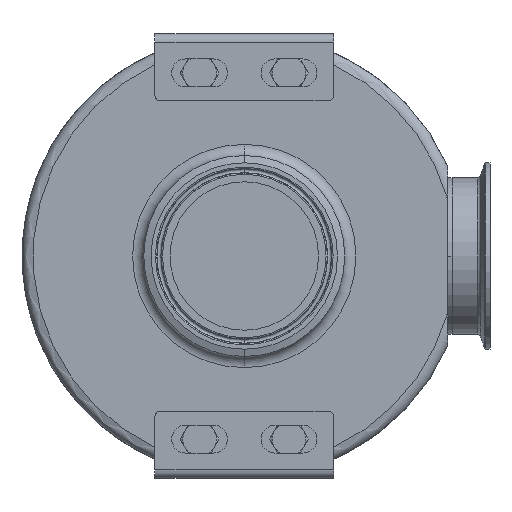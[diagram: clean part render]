
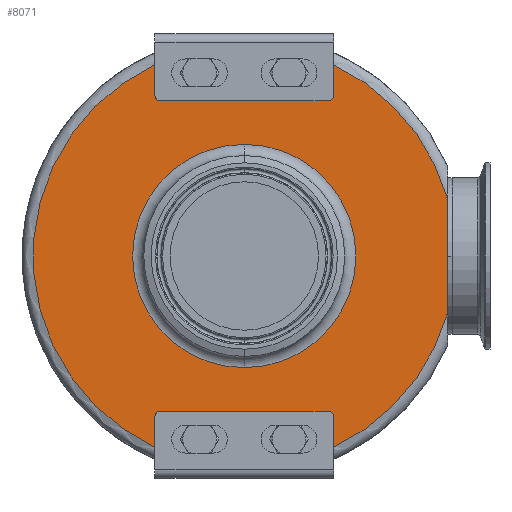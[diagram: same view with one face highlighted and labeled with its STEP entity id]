
A CAD part, front view. The second image highlights one B-rep face of the part: STEP entity #8071.
In plain terms, the highlighted planar face has unit normal (0, -1, 0).
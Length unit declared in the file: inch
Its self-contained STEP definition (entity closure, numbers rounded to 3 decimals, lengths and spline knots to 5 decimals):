
#9 = LINE ( 'NONE', #9842, #8818 ) ;
#14 = AXIS2_PLACEMENT_3D ( 'NONE', #3834, #10603, #416 ) ;
#158 = DIRECTION ( 'NONE',  ( 0., 1., 0. ) ) ;
#211 = VERTEX_POINT ( 'NONE', #10342 ) ;
#416 = DIRECTION ( 'NONE',  ( 0., 0., 1. ) ) ;
#468 = CIRCLE ( 'NONE', #1468, 4.725 ) ;
#485 = DIRECTION ( 'NONE',  ( 0., 0., 1. ) ) ;
#592 = DIRECTION ( 'NONE',  ( 0., 0., 1. ) ) ;
#698 = VERTEX_POINT ( 'NONE', #11132 ) ;
#790 = EDGE_CURVE ( 'NONE', #211, #9696, #13473, .T. ) ;
#866 = EDGE_CURVE ( 'NONE', #211, #7298, #8244, .T. ) ;
#906 = FACE_OUTER_BOUND ( 'NONE', #4976, .T. ) ;
#1098 = DIRECTION ( 'NONE',  ( 0., 0., 1. ) ) ;
#1125 = DIRECTION ( 'NONE',  ( 0., 1., 0. ) ) ;
#1144 = VECTOR ( 'NONE', #7935, 39.37008 ) ;
#1306 = CARTESIAN_POINT ( 'NONE',  ( -2., -2.07, 3.47261 ) ) ;
#1468 = AXIS2_PLACEMENT_3D ( 'NONE', #6976, #5947, #12709 ) ;
#1497 = CARTESIAN_POINT ( 'NONE',  ( 1.875, -2.07, -3.47319 ) ) ;
#1563 = CARTESIAN_POINT ( 'NONE',  ( 2., -2.07, 3.59761 ) ) ;
#1574 = DIRECTION ( 'NONE',  ( 0., 0., 1. ) ) ;
#1709 = CARTESIAN_POINT ( 'NONE',  ( 2., -2.07, -4.78569 ) ) ;
#1778 = ORIENTED_EDGE ( 'NONE', *, *, #866, .F. ) ;
#2086 = AXIS2_PLACEMENT_3D ( 'NONE', #7148, #8310, #9450 ) ;
#2534 = EDGE_CURVE ( 'NONE', #698, #7977, #6087, .T. ) ;
#2652 = VERTEX_POINT ( 'NONE', #6378 ) ;
#2721 = ORIENTED_EDGE ( 'NONE', *, *, #2725, .F. ) ;
#2725 = EDGE_CURVE ( 'NONE', #4281, #3125, #13153, .T. ) ;
#3009 = DIRECTION ( 'NONE',  ( 0., 0., -1. ) ) ;
#3125 = VERTEX_POINT ( 'NONE', #3382 ) ;
#3199 = EDGE_CURVE ( 'NONE', #7434, #6964, #8688, .T. ) ;
#3209 = CARTESIAN_POINT ( 'NONE',  ( -2., -2.07, 3.59761 ) ) ;
#3272 = CARTESIAN_POINT ( 'NONE',  ( 2., -2.07, -3.59819 ) ) ;
#3331 = VERTEX_POINT ( 'NONE', #12837 ) ;
#3382 = CARTESIAN_POINT ( 'NONE',  ( 1.875, -2.07, 3.47261 ) ) ;
#3388 = EDGE_CURVE ( 'NONE', #7095, #3125, #10823, .T. ) ;
#3591 = CARTESIAN_POINT ( 'NONE',  ( 2., -2.07, 4.28084 ) ) ;
#3657 = CARTESIAN_POINT ( 'NONE',  ( 0., -2.07, 0. ) ) ;
#3750 = LINE ( 'NONE', #8422, #10276 ) ;
#3782 = EDGE_CURVE ( 'NONE', #4281, #7298, #12946, .T. ) ;
#3834 = CARTESIAN_POINT ( 'NONE',  ( -1.875, -2.07, 3.59761 ) ) ;
#4016 = DIRECTION ( 'NONE',  ( 0., 0., -1. ) ) ;
#4176 = LINE ( 'NONE', #7339, #12866 ) ;
#4281 = VERTEX_POINT ( 'NONE', #8068 ) ;
#4328 = ORIENTED_EDGE ( 'NONE', *, *, #2534, .F. ) ;
#4444 = PLANE ( 'NONE',  #14231 ) ;
#4601 = EDGE_CURVE ( 'NONE', #7464, #7376, #9, .T. ) ;
#4673 = DIRECTION ( 'NONE',  ( 0., 0., -1. ) ) ;
#4793 = DIRECTION ( 'NONE',  ( 0., 0., 1. ) ) ;
#4976 = EDGE_LOOP ( 'NONE', ( #10295, #5009, #4999, #14517, #12088, #4328, #14018, #6212, #9090, #13320, #11938, #2721, #14252, #1778 ) ) ;
#4999 = ORIENTED_EDGE ( 'NONE', *, *, #11612, .T. ) ;
#5009 = ORIENTED_EDGE ( 'NONE', *, *, #5823, .T. ) ;
#5246 = AXIS2_PLACEMENT_3D ( 'NONE', #5660, #14619, #1098 ) ;
#5295 = VECTOR ( 'NONE', #592, 39.37008 ) ;
#5583 = EDGE_CURVE ( 'NONE', #7464, #7977, #12878, .T. ) ;
#5651 = LINE ( 'NONE', #9516, #5295 ) ;
#5660 = CARTESIAN_POINT ( 'NONE',  ( 0., -2.07, 0. ) ) ;
#5681 = CARTESIAN_POINT ( 'NONE',  ( 0., -2.07, 0. ) ) ;
#5806 = AXIS2_PLACEMENT_3D ( 'NONE', #3657, #9124, #4793 ) ;
#5823 = EDGE_CURVE ( 'NONE', #9696, #3331, #4176, .T. ) ;
#5947 = DIRECTION ( 'NONE',  ( 0., -1., 0. ) ) ;
#6087 = LINE ( 'NONE', #1709, #8719 ) ;
#6089 = CARTESIAN_POINT ( 'NONE',  ( -2., -2.07, 4.78511 ) ) ;
#6185 = DIRECTION ( 'NONE',  ( 0., 0., -1. ) ) ;
#6212 = ORIENTED_EDGE ( 'NONE', *, *, #11700, .T. ) ;
#6312 = EDGE_CURVE ( 'NONE', #2652, #12995, #468, .T. ) ;
#6378 = CARTESIAN_POINT ( 'NONE',  ( 4.55, -2.07, 1.27402 ) ) ;
#6778 = CARTESIAN_POINT ( 'NONE',  ( 0., -2.07, -2.5 ) ) ;
#6898 = CARTESIAN_POINT ( 'NONE',  ( -1.875, -2.07, -3.59819 ) ) ;
#6914 = CARTESIAN_POINT ( 'NONE',  ( -1.875, -2.07, -3.47319 ) ) ;
#6964 = VERTEX_POINT ( 'NONE', #6982 ) ;
#6976 = CARTESIAN_POINT ( 'NONE',  ( 0., -2.07, 0. ) ) ;
#6982 = CARTESIAN_POINT ( 'NONE',  ( 0., -2.07, 2.5 ) ) ;
#7095 = VERTEX_POINT ( 'NONE', #1563 ) ;
#7148 = CARTESIAN_POINT ( 'NONE',  ( 1.875, -2.07, 3.59761 ) ) ;
#7298 = VERTEX_POINT ( 'NONE', #3209 ) ;
#7339 = CARTESIAN_POINT ( 'NONE',  ( -2., -2.07, -4.78569 ) ) ;
#7376 = VERTEX_POINT ( 'NONE', #6914 ) ;
#7434 = VERTEX_POINT ( 'NONE', #6778 ) ;
#7464 = VERTEX_POINT ( 'NONE', #1497 ) ;
#7632 = DIRECTION ( 'NONE',  ( -1., 0., 0. ) ) ;
#7747 = ORIENTED_EDGE ( 'NONE', *, *, #3199, .T. ) ;
#7825 = CIRCLE ( 'NONE', #11653, 4.725 ) ;
#7896 = CARTESIAN_POINT ( 'NONE',  ( -2.5, -2.07, 0. ) ) ;
#7935 = DIRECTION ( 'NONE',  ( 1., 0., 0. ) ) ;
#7977 = VERTEX_POINT ( 'NONE', #3272 ) ;
#8068 = CARTESIAN_POINT ( 'NONE',  ( -1.875, -2.07, 3.47261 ) ) ;
#8071 = ADVANCED_FACE ( 'NONE', ( #906, #12558 ), #4444, .F. ) ;
#8244 = LINE ( 'NONE', #6089, #13403 ) ;
#8310 = DIRECTION ( 'NONE',  ( 0., 1., 0. ) ) ;
#8422 = CARTESIAN_POINT ( 'NONE',  ( 2., -2.07, 4.78511 ) ) ;
#8469 = EDGE_CURVE ( 'NONE', #698, #10094, #7825, .T. ) ;
#8617 = AXIS2_PLACEMENT_3D ( 'NONE', #10028, #12335, #11245 ) ;
#8688 = CIRCLE ( 'NONE', #8617, 2.5 ) ;
#8695 = EDGE_LOOP ( 'NONE', ( #10749, #7747 ) ) ;
#8719 = VECTOR ( 'NONE', #485, 39.37008 ) ;
#8818 = VECTOR ( 'NONE', #7632, 39.37008 ) ;
#8914 = AXIS2_PLACEMENT_3D ( 'NONE', #6898, #158, #4673 ) ;
#9028 = DIRECTION ( 'NONE',  ( 0., 0., 1. ) ) ;
#9090 = ORIENTED_EDGE ( 'NONE', *, *, #6312, .T. ) ;
#9124 = DIRECTION ( 'NONE',  ( 0., -1., 0. ) ) ;
#9419 = EDGE_CURVE ( 'NONE', #12995, #7095, #3750, .T. ) ;
#9450 = DIRECTION ( 'NONE',  ( 0., 0., 1. ) ) ;
#9516 = CARTESIAN_POINT ( 'NONE',  ( 4.55, -2.07, 0. ) ) ;
#9696 = VERTEX_POINT ( 'NONE', #13422 ) ;
#9756 = CARTESIAN_POINT ( 'NONE',  ( 1.875, -2.07, -3.59819 ) ) ;
#9842 = CARTESIAN_POINT ( 'NONE',  ( 2., -2.07, -3.47319 ) ) ;
#10028 = CARTESIAN_POINT ( 'NONE',  ( 0., -2.07, 0. ) ) ;
#10094 = VERTEX_POINT ( 'NONE', #10366 ) ;
#10276 = VECTOR ( 'NONE', #4016, 39.37008 ) ;
#10295 = ORIENTED_EDGE ( 'NONE', *, *, #790, .T. ) ;
#10342 = CARTESIAN_POINT ( 'NONE',  ( -2., -2.07, 4.28084 ) ) ;
#10366 = CARTESIAN_POINT ( 'NONE',  ( 4.55, -2.07, -1.27402 ) ) ;
#10425 = CIRCLE ( 'NONE', #8914, 0.125 ) ;
#10603 = DIRECTION ( 'NONE',  ( 0., 1., 0. ) ) ;
#10639 = AXIS2_PLACEMENT_3D ( 'NONE', #9756, #10774, #3009 ) ;
#10749 = ORIENTED_EDGE ( 'NONE', *, *, #11630, .T. ) ;
#10774 = DIRECTION ( 'NONE',  ( 0., 1., 0. ) ) ;
#10823 = CIRCLE ( 'NONE', #2086, 0.125 ) ;
#11132 = CARTESIAN_POINT ( 'NONE',  ( 2., -2.07, -4.28084 ) ) ;
#11245 = DIRECTION ( 'NONE',  ( 0., 0., 1. ) ) ;
#11304 = CIRCLE ( 'NONE', #5246, 2.5 ) ;
#11612 = EDGE_CURVE ( 'NONE', #3331, #7376, #10425, .T. ) ;
#11630 = EDGE_CURVE ( 'NONE', #6964, #7434, #11304, .T. ) ;
#11653 = AXIS2_PLACEMENT_3D ( 'NONE', #5681, #13647, #12347 ) ;
#11700 = EDGE_CURVE ( 'NONE', #10094, #2652, #5651, .T. ) ;
#11938 = ORIENTED_EDGE ( 'NONE', *, *, #3388, .T. ) ;
#12088 = ORIENTED_EDGE ( 'NONE', *, *, #5583, .T. ) ;
#12335 = DIRECTION ( 'NONE',  ( 0., 1., 0. ) ) ;
#12347 = DIRECTION ( 'NONE',  ( 0., 0., 1. ) ) ;
#12558 = FACE_BOUND ( 'NONE', #8695, .T. ) ;
#12709 = DIRECTION ( 'NONE',  ( 0., 0., 1. ) ) ;
#12837 = CARTESIAN_POINT ( 'NONE',  ( -2., -2.07, -3.59819 ) ) ;
#12866 = VECTOR ( 'NONE', #1574, 39.37008 ) ;
#12878 = CIRCLE ( 'NONE', #10639, 0.125 ) ;
#12946 = CIRCLE ( 'NONE', #14, 0.125 ) ;
#12995 = VERTEX_POINT ( 'NONE', #3591 ) ;
#13153 = LINE ( 'NONE', #1306, #1144 ) ;
#13320 = ORIENTED_EDGE ( 'NONE', *, *, #9419, .T. ) ;
#13403 = VECTOR ( 'NONE', #6185, 39.37008 ) ;
#13422 = CARTESIAN_POINT ( 'NONE',  ( -2., -2.07, -4.28084 ) ) ;
#13473 = CIRCLE ( 'NONE', #5806, 4.725 ) ;
#13647 = DIRECTION ( 'NONE',  ( 0., -1., 0. ) ) ;
#14018 = ORIENTED_EDGE ( 'NONE', *, *, #8469, .T. ) ;
#14231 = AXIS2_PLACEMENT_3D ( 'NONE', #7896, #1125, #9028 ) ;
#14252 = ORIENTED_EDGE ( 'NONE', *, *, #3782, .T. ) ;
#14517 = ORIENTED_EDGE ( 'NONE', *, *, #4601, .F. ) ;
#14619 = DIRECTION ( 'NONE',  ( 0., 1., 0. ) ) ;
